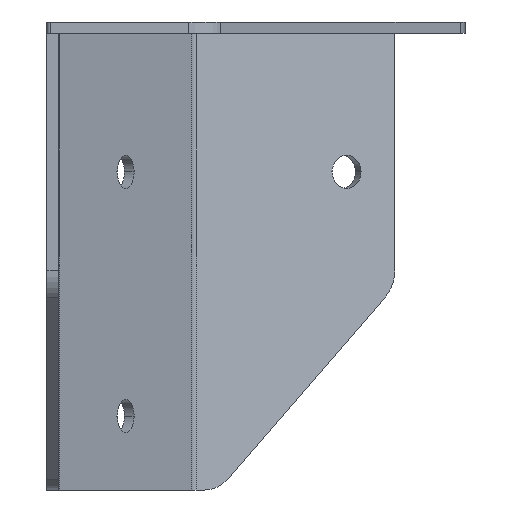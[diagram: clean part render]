
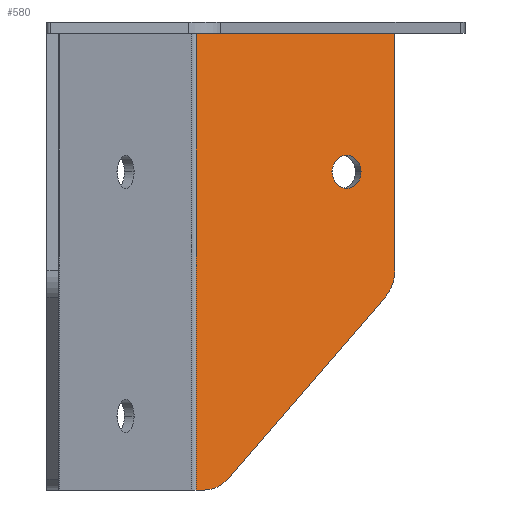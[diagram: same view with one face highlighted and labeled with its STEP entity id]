
A CAD part, left-side view. The second image highlights one B-rep face of the part: STEP entity #580.
In plain terms, the highlighted planar face has unit normal (-0.866, -0.5, 0).
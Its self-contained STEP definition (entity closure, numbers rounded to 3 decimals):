
#4 = CARTESIAN_POINT ( 'NONE',  ( 682.598, 1000.316, 1134. ) ) ;
#45 = CARTESIAN_POINT ( 'NONE',  ( 680.048, 1004.733, 1257.4 ) ) ;
#47 = VERTEX_POINT ( 'NONE', #1253 ) ;
#63 = FACE_OUTER_BOUND ( 'NONE', #2095, .T. ) ;
#72 = CARTESIAN_POINT ( 'NONE',  ( 656.518, 1045.487, 1136.929 ) ) ;
#79 = CARTESIAN_POINT ( 'NONE',  ( 651.598, 1054.01, 1134. ) ) ;
#87 = CARTESIAN_POINT ( 'NONE',  ( 651.598, 1054.01, 1260.5 ) ) ;
#241 = EDGE_CURVE ( 'NONE', #1480, #2664, #2302, .T. ) ;
#266 = DIRECTION ( 'NONE',  ( 0.5, -0.866, 0. ) ) ;
#267 = LINE ( 'NONE', #4, #3044 ) ;
#295 = AXIS2_PLACEMENT_3D ( 'NONE', #2613, #2130, #914 ) ;
#304 = ORIENTED_EDGE ( 'NONE', *, *, #992, .T. ) ;
#362 = ORIENTED_EDGE ( 'NONE', *, *, #1117, .F. ) ;
#391 = CARTESIAN_POINT ( 'NONE',  ( 652.983, 1051.611, 1134. ) ) ;
#396 = CARTESIAN_POINT ( 'NONE',  ( 680.048, 1004.733, 1134. ) ) ;
#427 = EDGE_CURVE ( 'NONE', #2664, #1480, #940, .T. ) ;
#473 = CARTESIAN_POINT ( 'NONE',  ( 651.196, 1054.706, 1134. ) ) ;
#487 = VECTOR ( 'NONE', #1308, 1000. ) ;
#567 = DIRECTION ( 'NONE',  ( 0.5, -0.866, 0. ) ) ;
#580 = ADVANCED_FACE ( 'NONE', ( #63, #1767 ), #850, .T. ) ;
#590 = VERTEX_POINT ( 'NONE', #2014 ) ;
#591 = VECTOR ( 'NONE', #2838, 1000. ) ;
#656 = ORIENTED_EDGE ( 'NONE', *, *, #427, .T. ) ;
#662 = VERTEX_POINT ( 'NONE', #1545 ) ;
#667 = ORIENTED_EDGE ( 'NONE', *, *, #2996, .F. ) ;
#674 = VERTEX_POINT ( 'NONE', #72 ) ;
#687 = CARTESIAN_POINT ( 'NONE',  ( 677.348, 1009.409, 1220. ) ) ;
#775 = DIRECTION ( 'NONE',  ( 0.866, 0.5, 0. ) ) ;
#792 = VECTOR ( 'NONE', #1123, 1000. ) ;
#850 = PLANE ( 'NONE',  #1499 ) ;
#863 = EDGE_CURVE ( 'NONE', #1276, #1477, #1618, .T. ) ;
#914 = DIRECTION ( 'NONE',  ( 0.5, -0.866, 0. ) ) ;
#940 = CIRCLE ( 'NONE', #3098, 4.5 ) ;
#992 = EDGE_CURVE ( 'NONE', #1761, #662, #267, .T. ) ;
#1003 = LINE ( 'NONE', #473, #1744 ) ;
#1014 = DIRECTION ( 'NONE',  ( -0.866, -0.5, 0. ) ) ;
#1026 = LINE ( 'NONE', #79, #2403 ) ;
#1032 = CARTESIAN_POINT ( 'NONE',  ( 651.196, 1054.706, 1257.4 ) ) ;
#1117 = EDGE_CURVE ( 'NONE', #1477, #662, #1542, .T. ) ;
#1123 = DIRECTION ( 'NONE',  ( 0.354, -0.612, 0.707 ) ) ;
#1169 = ORIENTED_EDGE ( 'NONE', *, *, #241, .T. ) ;
#1177 = ORIENTED_EDGE ( 'NONE', *, *, #1235, .T. ) ;
#1182 = VERTEX_POINT ( 'NONE', #391 ) ;
#1226 = DIRECTION ( 'NONE',  ( 0., 0., 1. ) ) ;
#1235 = EDGE_CURVE ( 'NONE', #674, #47, #3047, .T. ) ;
#1250 = CIRCLE ( 'NONE', #1643, 10. ) ;
#1253 = CARTESIAN_POINT ( 'NONE',  ( 681.134, 1002.852, 1186.159 ) ) ;
#1276 = VERTEX_POINT ( 'NONE', #2792 ) ;
#1308 = DIRECTION ( 'NONE',  ( 0.5, -0.866, 0. ) ) ;
#1364 = CARTESIAN_POINT ( 'NONE',  ( 682.598, 1000.316, 1193.23 ) ) ;
#1383 = ORIENTED_EDGE ( 'NONE', *, *, #1658, .T. ) ;
#1389 = AXIS2_PLACEMENT_3D ( 'NONE', #2019, #2008, #2692 ) ;
#1397 = VERTEX_POINT ( 'NONE', #87 ) ;
#1410 = CARTESIAN_POINT ( 'NONE',  ( 651.196, 1054.706, 1260.5 ) ) ;
#1477 = VERTEX_POINT ( 'NONE', #45 ) ;
#1480 = VERTEX_POINT ( 'NONE', #1955 ) ;
#1499 = AXIS2_PLACEMENT_3D ( 'NONE', #1972, #1801, #567 ) ;
#1542 = LINE ( 'NONE', #1032, #487 ) ;
#1545 = CARTESIAN_POINT ( 'NONE',  ( 682.598, 1000.316, 1257.4 ) ) ;
#1618 = LINE ( 'NONE', #396, #591 ) ;
#1643 = AXIS2_PLACEMENT_3D ( 'NONE', #2396, #1014, #2275 ) ;
#1658 = EDGE_CURVE ( 'NONE', #590, #1182, #1003, .T. ) ;
#1682 = LINE ( 'NONE', #1410, #2818 ) ;
#1731 = EDGE_CURVE ( 'NONE', #1182, #674, #2909, .T. ) ;
#1743 = CARTESIAN_POINT ( 'NONE',  ( 675.098, 1013.306, 1220. ) ) ;
#1744 = VECTOR ( 'NONE', #266, 1000. ) ;
#1761 = VERTEX_POINT ( 'NONE', #1364 ) ;
#1767 = FACE_BOUND ( 'NONE', #2790, .T. ) ;
#1801 = DIRECTION ( 'NONE',  ( -0.866, -0.5, 0. ) ) ;
#1955 = CARTESIAN_POINT ( 'NONE',  ( 672.848, 1017.203, 1220. ) ) ;
#1972 = CARTESIAN_POINT ( 'NONE',  ( 651.196, 1054.706, 1134. ) ) ;
#1983 = DIRECTION ( 'NONE',  ( 0., 0., 1. ) ) ;
#1994 = DIRECTION ( 'NONE',  ( 0.5, -0.866, 0. ) ) ;
#2008 = DIRECTION ( 'NONE',  ( -0.866, -0.5, 0. ) ) ;
#2014 = CARTESIAN_POINT ( 'NONE',  ( 651.598, 1054.01, 1134. ) ) ;
#2019 = CARTESIAN_POINT ( 'NONE',  ( 652.983, 1051.611, 1144. ) ) ;
#2095 = EDGE_LOOP ( 'NONE', ( #362, #2992, #667, #3019, #1383, #2212, #1177, #2865, #304 ) ) ;
#2130 = DIRECTION ( 'NONE',  ( 0.866, 0.5, 0. ) ) ;
#2155 = EDGE_CURVE ( 'NONE', #47, #1761, #1250, .T. ) ;
#2212 = ORIENTED_EDGE ( 'NONE', *, *, #1731, .T. ) ;
#2275 = DIRECTION ( 'NONE',  ( 0.5, -0.866, 0. ) ) ;
#2302 = CIRCLE ( 'NONE', #295, 4.5 ) ;
#2325 = CARTESIAN_POINT ( 'NONE',  ( 668.826, 1024.17, 1161.544 ) ) ;
#2396 = CARTESIAN_POINT ( 'NONE',  ( 677.598, 1008.976, 1193.23 ) ) ;
#2403 = VECTOR ( 'NONE', #1983, 1000. ) ;
#2613 = CARTESIAN_POINT ( 'NONE',  ( 675.098, 1013.306, 1220. ) ) ;
#2664 = VERTEX_POINT ( 'NONE', #687 ) ;
#2692 = DIRECTION ( 'NONE',  ( 0.5, -0.866, 0. ) ) ;
#2751 = EDGE_CURVE ( 'NONE', #590, #1397, #1026, .T. ) ;
#2790 = EDGE_LOOP ( 'NONE', ( #656, #1169 ) ) ;
#2792 = CARTESIAN_POINT ( 'NONE',  ( 680.048, 1004.733, 1260.5 ) ) ;
#2818 = VECTOR ( 'NONE', #2906, 1000. ) ;
#2838 = DIRECTION ( 'NONE',  ( 0., 0., -1. ) ) ;
#2865 = ORIENTED_EDGE ( 'NONE', *, *, #2155, .T. ) ;
#2906 = DIRECTION ( 'NONE',  ( 0.5, -0.866, 0. ) ) ;
#2909 = CIRCLE ( 'NONE', #1389, 10. ) ;
#2992 = ORIENTED_EDGE ( 'NONE', *, *, #863, .F. ) ;
#2996 = EDGE_CURVE ( 'NONE', #1397, #1276, #1682, .T. ) ;
#3019 = ORIENTED_EDGE ( 'NONE', *, *, #2751, .F. ) ;
#3044 = VECTOR ( 'NONE', #1226, 1000. ) ;
#3047 = LINE ( 'NONE', #2325, #792 ) ;
#3098 = AXIS2_PLACEMENT_3D ( 'NONE', #1743, #775, #1994 ) ;
